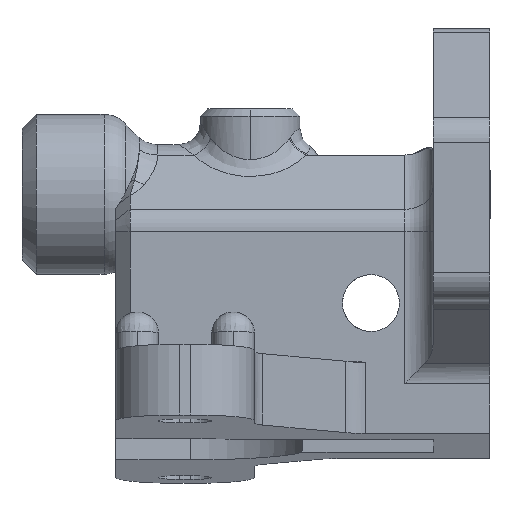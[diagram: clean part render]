
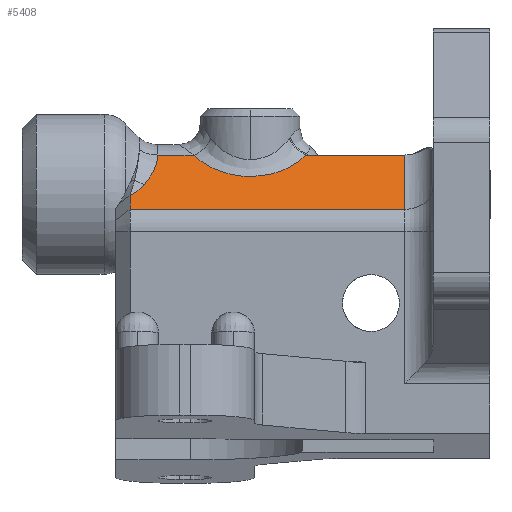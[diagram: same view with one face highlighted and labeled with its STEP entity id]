
A CAD part, left-side view. The second image highlights one B-rep face of the part: STEP entity #5408.
In plain terms, the highlighted planar face has unit normal (-0.615, 0, 0.789).
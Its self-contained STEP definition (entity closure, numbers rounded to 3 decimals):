
#84 = ORIENTED_EDGE ( 'NONE', *, *, #8826, .F. ) ;
#127 = VERTEX_POINT ( 'NONE', #2525 ) ;
#327 = B_SPLINE_CURVE_WITH_KNOTS ( 'NONE', 3,
 ( #1641, #5400, #1437, #9214, #2238, #3866 ),
 .UNSPECIFIED., .F., .F.,
 ( 4, 2, 4 ),
 ( 0., 0.001, 0.002 ),
 .UNSPECIFIED. ) ;
#343 = LINE ( 'NONE', #3425, #6280 ) ;
#453 = ORIENTED_EDGE ( 'NONE', *, *, #9056, .F. ) ;
#767 = EDGE_CURVE ( 'NONE', #7405, #7237, #6595, .T. ) ;
#816 = EDGE_CURVE ( 'NONE', #3369, #9668, #327, .T. ) ;
#875 = CARTESIAN_POINT ( 'NONE',  ( -4.943, 18.645, 0.586 ) ) ;
#965 = LINE ( 'NONE', #6844, #1030 ) ;
#1030 = VECTOR ( 'NONE', #3060, 1000. ) ;
#1182 = ORIENTED_EDGE ( 'NONE', *, *, #1745, .T. ) ;
#1427 = CARTESIAN_POINT ( 'NONE',  ( -2.151, 12.931, 2.761 ) ) ;
#1437 = CARTESIAN_POINT ( 'NONE',  ( -5.18, 24.594, 0.401 ) ) ;
#1641 = CARTESIAN_POINT ( 'NONE',  ( -4.814, 24.325, 0.687 ) ) ;
#1745 = EDGE_CURVE ( 'NONE', #8333, #3369, #3193, .T. ) ;
#1788 = EDGE_LOOP ( 'NONE', ( #5428, #3344, #84, #1182, #1940, #4700, #6147, #6367, #453 ) ) ;
#1936 = DIRECTION ( 'NONE',  ( -0.789, 0., -0.615 ) ) ;
#1940 = ORIENTED_EDGE ( 'NONE', *, *, #816, .T. ) ;
#1975 = DIRECTION ( 'NONE',  ( 0., -1., 0. ) ) ;
#2185 = CARTESIAN_POINT ( 'NONE',  ( -2.151, 37.316, 2.761 ) ) ;
#2192 = CARTESIAN_POINT ( 'NONE',  ( -7.049, 6., -1.054 ) ) ;
#2229 = CARTESIAN_POINT ( 'NONE',  ( -4.943, 15.105, 0.586 ) ) ;
#2238 = CARTESIAN_POINT ( 'NONE',  ( -5.664, 25.116, 0.025 ) ) ;
#2489 = FACE_OUTER_BOUND ( 'NONE', #1788, .T. ) ;
#2525 = CARTESIAN_POINT ( 'NONE',  ( -2.151, 6., 2.761 ) ) ;
#3060 = DIRECTION ( 'NONE',  ( 0.789, 0., 0.615 ) ) ;
#3100 = CARTESIAN_POINT ( 'NONE',  ( -2.151, 12.931, 2.761 ) ) ;
#3175 = CARTESIAN_POINT ( 'NONE',  ( -2.151, 23.372, 2.761 ) ) ;
#3193 = B_SPLINE_CURVE_WITH_KNOTS ( 'NONE', 3,
 ( #3175, #9258, #4711, #4799, #7663, #7762 ),
 .UNSPECIFIED., .F., .F.,
 ( 4, 2, 4 ),
 ( 0., 0.002, 0.004 ),
 .UNSPECIFIED. ) ;
#3344 = ORIENTED_EDGE ( 'NONE', *, *, #3795, .T. ) ;
#3369 = VERTEX_POINT ( 'NONE', #9813 ) ;
#3425 = CARTESIAN_POINT ( 'NONE',  ( -7.82, 25.325, -1.655 ) ) ;
#3649 = DIRECTION ( 'NONE',  ( 0., -1., 0. ) ) ;
#3671 = EDGE_CURVE ( 'NONE', #4052, #5280, #9547, .T. ) ;
#3795 = EDGE_CURVE ( 'NONE', #7405, #6359, #4022, .T. ) ;
#3866 = CARTESIAN_POINT ( 'NONE',  ( -5.795, 25.325, -0.078 ) ) ;
#3871 = PLANE ( 'NONE',  #4664 ) ;
#4022 =( BOUNDED_CURVE ( )  B_SPLINE_CURVE ( 3, ( #1427, #2229, #875, #5238 ),
 .UNSPECIFIED., .F., .T. ) 
 B_SPLINE_CURVE_WITH_KNOTS ( ( 4, 4 ),
 ( 2.233, 4.051 ),
 .UNSPECIFIED. ) 
 CURVE ( )  GEOMETRIC_REPRESENTATION_ITEM ( )  RATIONAL_B_SPLINE_CURVE ( ( 1., 0.743, 0.743, 1. ) ) 
 REPRESENTATION_ITEM ( '' )  );
#4052 = VERTEX_POINT ( 'NONE', #4485 ) ;
#4485 = CARTESIAN_POINT ( 'NONE',  ( -7.049, 25.325, -1.054 ) ) ;
#4664 = AXIS2_PLACEMENT_3D ( 'NONE', #5500, #7984, #8781 ) ;
#4700 = ORIENTED_EDGE ( 'NONE', *, *, #6096, .T. ) ;
#4711 = CARTESIAN_POINT ( 'NONE',  ( -3.089, 23.473, 2.031 ) ) ;
#4799 = CARTESIAN_POINT ( 'NONE',  ( -3.975, 23.814, 1.34 ) ) ;
#5208 = CARTESIAN_POINT ( 'NONE',  ( -2.151, 37.316, 2.761 ) ) ;
#5238 = CARTESIAN_POINT ( 'NONE',  ( -2.151, 20.819, 2.761 ) ) ;
#5280 = VERTEX_POINT ( 'NONE', #2192 ) ;
#5400 = CARTESIAN_POINT ( 'NONE',  ( -5.003, 24.45, 0.54 ) ) ;
#5408 = ADVANCED_FACE ( 'NONE', ( #2489 ), #3871, .F. ) ;
#5428 = ORIENTED_EDGE ( 'NONE', *, *, #767, .F. ) ;
#5500 = CARTESIAN_POINT ( 'NONE',  ( -7.82, 37.316, -1.655 ) ) ;
#5815 = CARTESIAN_POINT ( 'NONE',  ( -2.151, 12.833, 2.761 ) ) ;
#5838 = CARTESIAN_POINT ( 'NONE',  ( -2.151, 37.316, 2.761 ) ) ;
#6096 = EDGE_CURVE ( 'NONE', #9668, #4052, #343, .T. ) ;
#6147 = ORIENTED_EDGE ( 'NONE', *, *, #3671, .T. ) ;
#6280 = VECTOR ( 'NONE', #1936, 1000. ) ;
#6359 = VERTEX_POINT ( 'NONE', #6779 ) ;
#6367 = ORIENTED_EDGE ( 'NONE', *, *, #7029, .T. ) ;
#6423 = VECTOR ( 'NONE', #8271, 1000. ) ;
#6455 = VECTOR ( 'NONE', #3649, 1000. ) ;
#6536 = CARTESIAN_POINT ( 'NONE',  ( -7.049, 4., -1.054 ) ) ;
#6595 = LINE ( 'NONE', #2185, #7515 ) ;
#6643 = LINE ( 'NONE', #5838, #6741 ) ;
#6658 = LINE ( 'NONE', #5208, #6423 ) ;
#6741 = VECTOR ( 'NONE', #7455, 1000. ) ;
#6779 = CARTESIAN_POINT ( 'NONE',  ( -2.151, 20.819, 2.761 ) ) ;
#6844 = CARTESIAN_POINT ( 'NONE',  ( -2.151, 6., 2.761 ) ) ;
#7029 = EDGE_CURVE ( 'NONE', #5280, #127, #965, .T. ) ;
#7237 = VERTEX_POINT ( 'NONE', #5815 ) ;
#7405 = VERTEX_POINT ( 'NONE', #3100 ) ;
#7455 = DIRECTION ( 'NONE',  ( 0., -1., 0. ) ) ;
#7515 = VECTOR ( 'NONE', #1975, 1000. ) ;
#7663 = CARTESIAN_POINT ( 'NONE',  ( -4.4, 24.051, 1.009 ) ) ;
#7762 = CARTESIAN_POINT ( 'NONE',  ( -4.814, 24.325, 0.687 ) ) ;
#7938 = CARTESIAN_POINT ( 'NONE',  ( -5.795, 25.325, -0.078 ) ) ;
#7984 = DIRECTION ( 'NONE',  ( 0.615, 0., -0.789 ) ) ;
#8271 = DIRECTION ( 'NONE',  ( 0., -1., 0. ) ) ;
#8333 = VERTEX_POINT ( 'NONE', #9586 ) ;
#8781 = DIRECTION ( 'NONE',  ( -0.789, 0., -0.615 ) ) ;
#8826 = EDGE_CURVE ( 'NONE', #8333, #6359, #6658, .T. ) ;
#9056 = EDGE_CURVE ( 'NONE', #7237, #127, #6643, .T. ) ;
#9214 = CARTESIAN_POINT ( 'NONE',  ( -5.51, 24.926, 0.144 ) ) ;
#9258 = CARTESIAN_POINT ( 'NONE',  ( -2.621, 23.372, 2.395 ) ) ;
#9547 = LINE ( 'NONE', #6536, #6455 ) ;
#9586 = CARTESIAN_POINT ( 'NONE',  ( -2.151, 23.372, 2.761 ) ) ;
#9668 = VERTEX_POINT ( 'NONE', #7938 ) ;
#9813 = CARTESIAN_POINT ( 'NONE',  ( -4.814, 24.325, 0.687 ) ) ;
